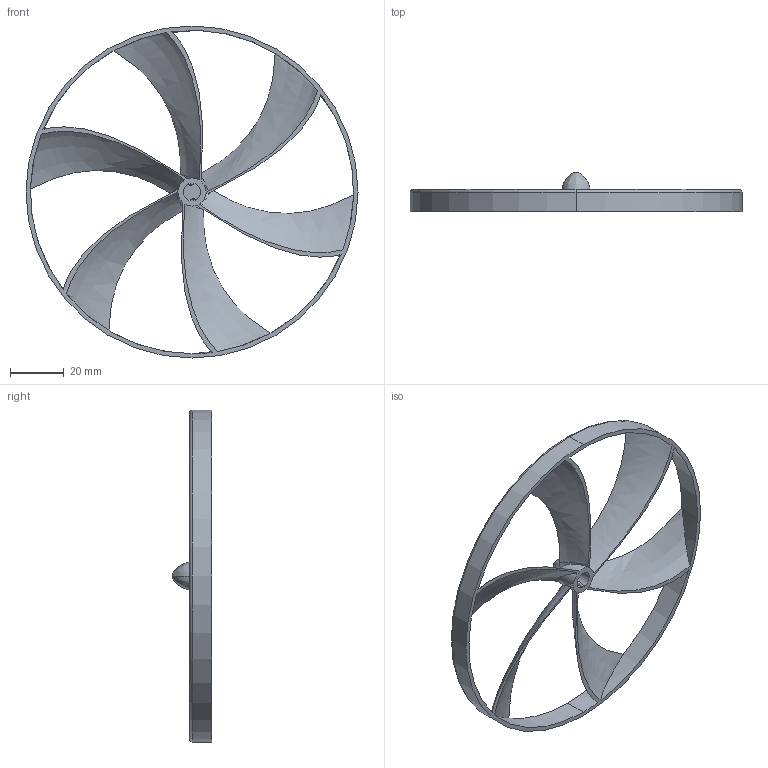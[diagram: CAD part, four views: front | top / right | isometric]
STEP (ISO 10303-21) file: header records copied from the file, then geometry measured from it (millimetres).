
FILE_DESCRIPTION (( 'STEP AP214' ), '1' );
FILE_NAME ('Propeller.STEP', '2025-10-26T22:53:04', ( '' ), ( '' ), 'SwSTEP 2.0', 'SolidWorks 2024', '' );
FILE_SCHEMA (( 'AUTOMOTIVE_DESIGN' ));
Length unit declared in the file: millimetre
Products named in the file (1): Propeller
Bounding box: 123.2 x 14.73 x 123.2 mm (x, y, z)
Volume: 11591.8 mm3; surface area: 18794.9 mm2
Topology: 1 solids, 1 shells, 60 faces, 169 edges, 107 vertices
Faces by surface type: bspline 29, cylinder 23, torus 4, plane 4
Entity records: 7006 total; most frequent: CARTESIAN_POINT 5669, ORIENTED_EDGE 338, DIRECTION 184, EDGE_CURVE 169, VERTEX_POINT 107, B_SPLINE_CURVE_WITH_KNOTS 103, AXIS2_PLACEMENT_3D 89, EDGE_LOOP 68
